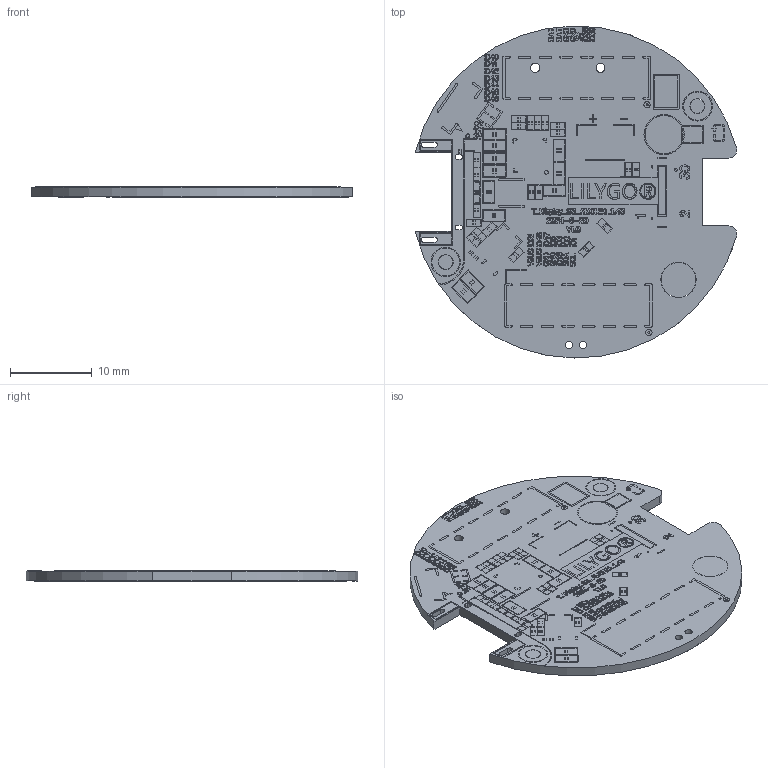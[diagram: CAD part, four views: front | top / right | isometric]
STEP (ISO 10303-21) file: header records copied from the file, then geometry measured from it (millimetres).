
FILE_DESCRIPTION(('FreeCAD Model'),'2;1');
FILE_NAME('Open CASCADE Shape Model','2025-04-08T18:14:38',(''),(''), 'Open CASCADE STEP processor 7.6','FreeCAD','Unknown');
FILE_SCHEMA(('AUTOMOTIVE_DESIGN { 1 0 10303 214 1 1 1 1 }'));
Length unit declared in the file: millimetre
Products named in the file (389): Rbxo-PCBModel; Rbxo-TopSilk277; Rbxo-TopSilk; Rbxo-TopSilk001; Rbxo-TopSilk002; Rbxo-TopSilk003; Rbxo-TopSilk004; Rbxo-TopSilk005; Rbxo-TopSilk006; Rbxo-TopSilk007; Rbxo-TopSilk008; Rbxo-TopSilk009; Rbxo-TopSilk010; Rbxo-TopSilk011; Rbxo-TopSilk012; Rbxo-TopSilk013; Rbxo-TopSilk014; Rbxo-TopSilk015; Rbxo-TopSilk016; Rbxo-TopSilk017; Rbxo-TopSilk018; Rbxo-TopSilk019; Rbxo-TopSilk020; Rbxo-TopSilk021; Rbxo-TopSilk022; Rbxo-TopSilk023; Rbxo-TopSilk024; Rbxo-TopSilk025; Rbxo-TopSilk026; Rbxo-TopSilk027; Rbxo-TopSilk028; Rbxo-TopSilk029; Rbxo-TopSilk030; Rbxo-TopSilk031; Rbxo-TopSilk032; Rbxo-TopSilk033; Rbxo-TopSilk034; Rbxo-TopSilk035; Rbxo-TopSilk036; Rbxo-TopSilk037 ...
Assembly tree (388 placements, depth 3):
  Rbxo-PCBModel
    Rbxo-TopSilk277
      Rbxo-TopSilk
      Rbxo-TopSilk001
      Rbxo-TopSilk002
      Rbxo-TopSilk003
      Rbxo-TopSilk004
      Rbxo-TopSilk005
      Rbxo-TopSilk006
      Rbxo-TopSilk007
      Rbxo-TopSilk008
      Rbxo-TopSilk009
      Rbxo-TopSilk010
      Rbxo-TopSilk011
      Rbxo-TopSilk012
      Rbxo-TopSilk013
      Rbxo-TopSilk014
      Rbxo-TopSilk015
      Rbxo-TopSilk016
      Rbxo-TopSilk017
      Rbxo-TopSilk018
      Rbxo-TopSilk019
      Rbxo-TopSilk020
      Rbxo-TopSilk021
      Rbxo-TopSilk022
      Rbxo-TopSilk023
      Rbxo-TopSilk024
      Rbxo-TopSilk025
      Rbxo-TopSilk026
      Rbxo-TopSilk027
      Rbxo-TopSilk028
      Rbxo-TopSilk029
      Rbxo-TopSilk030
      Rbxo-TopSilk031
      Rbxo-TopSilk032
      Rbxo-TopSilk033
      Rbxo-TopSilk034
      Rbxo-TopSilk035
      Rbxo-TopSilk036
      Rbxo-TopSilk037
      Rbxo-TopSilk038
      Rbxo-TopSilk039
      Rbxo-TopSilk040
      Rbxo-TopSilk041
      Rbxo-TopSilk042
      Rbxo-TopSilk043
      Rbxo-TopSilk044
      Rbxo-TopSilk045
      Rbxo-TopSilk046
      Rbxo-TopSilk047
      Rbxo-TopSilk048
      Rbxo-TopSilk049
      Rbxo-TopSilk050
      Rbxo-TopSilk051
      Rbxo-TopSilk052
      Rbxo-TopSilk053
      Rbxo-TopSilk054
      Rbxo-TopSilk055
      Rbxo-TopSilk056
      Rbxo-TopSilk057
Bounding box: 39.39 x 40.67 x 1.24 mm (x, y, z)
Volume: 1445.5 mm3; surface area: 2837.7 mm2
Topology: 4 solids, 385 shells, 440 faces, 7601 edges, 7550 vertices
Faces by surface type: plane 405, cylinder 35
Entity records: 79642 total; most frequent: CARTESIAN_POINT 15980, DIRECTION 12151, ORIENTED_EDGE 7754, EDGE_CURVE 7601, VERTEX_POINT 7550, LINE 4709, VECTOR 4709, AXIS2_PLACEMENT_3D 3721
